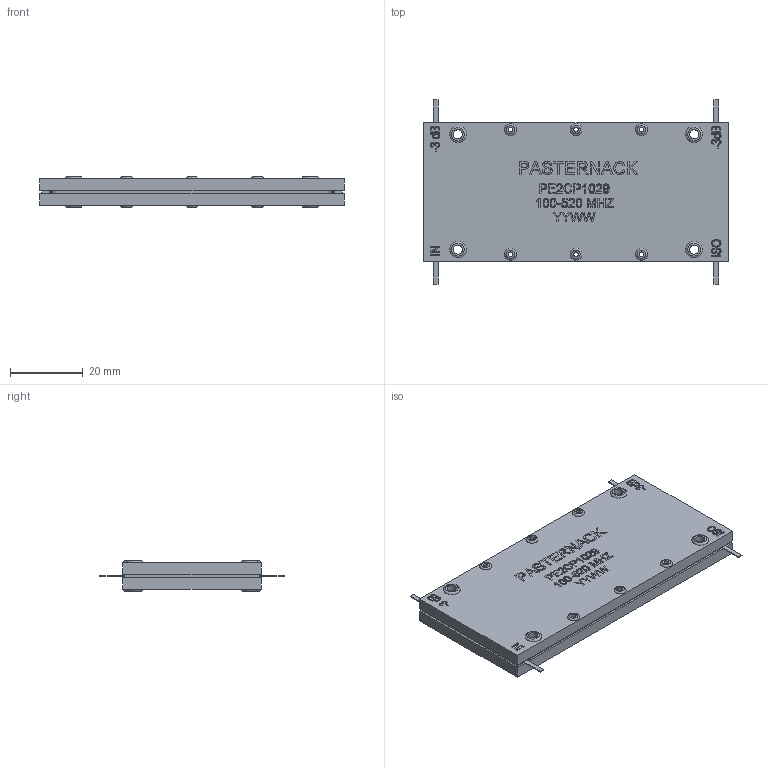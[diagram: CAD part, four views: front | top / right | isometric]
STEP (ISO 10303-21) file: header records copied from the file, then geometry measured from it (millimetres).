
FILE_DESCRIPTION (( 'STEP AP203' ), '1' );
FILE_NAME ('PE2CP1029_3D.step', '2021-03-25T20:54:29', ( '' ), ( '' ), 'SwSTEP 2.0', 'SolidWorks 2020', '' );
FILE_SCHEMA (( 'CONFIG_CONTROL_DESIGN' ));
Length unit declared in the file: inch
Products named in the file (1): PE2CP1029_3D
Bounding box: 83.82 x 50.8 x 8.38 mm (x, y, z)
Volume: 23309.1 mm3; surface area: 9004.1 mm2
Topology: 1 solids, 1 shells, 710 faces, 1854 edges, 1234 vertices
Faces by surface type: plane 421, bspline 259, torus 20, cylinder 10
Full cylindrical faces by diameter (mm): 1.27 x6, 2.54 x4
Entity records: 34959 total; most frequent: CARTESIAN_POINT 19272, ORIENTED_EDGE 3628, DIRECTION 2260, EDGE_CURVE 1814, LINE 1236, VECTOR 1236, VERTEX_POINT 1224, EDGE_LOOP 848
